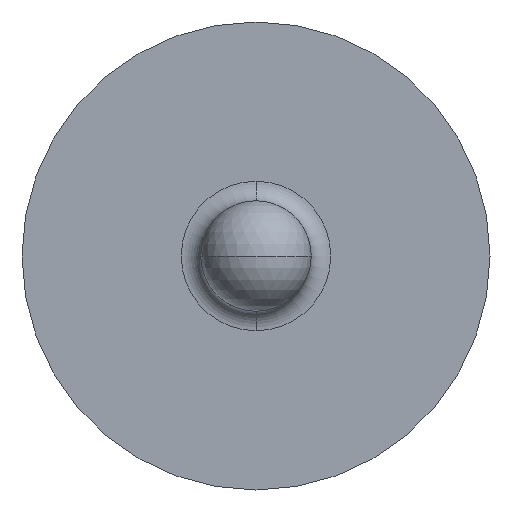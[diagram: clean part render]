
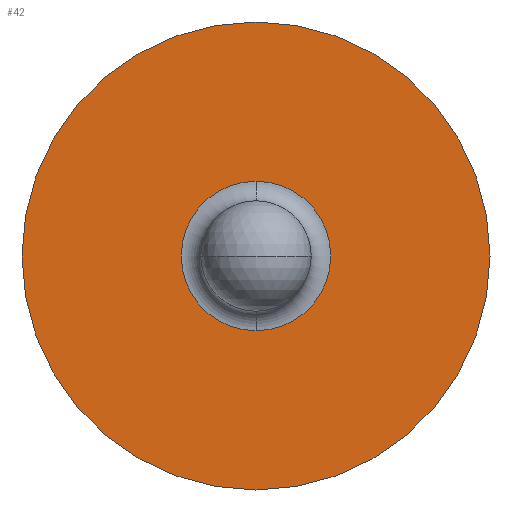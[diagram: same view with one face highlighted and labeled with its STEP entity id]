
A CAD part, left-side view. The second image highlights one B-rep face of the part: STEP entity #42.
In plain terms, the highlighted planar face has unit normal (-1, 0, 0).
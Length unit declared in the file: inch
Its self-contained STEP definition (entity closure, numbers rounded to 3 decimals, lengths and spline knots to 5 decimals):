
#5 = DIRECTION ( 'NONE',  ( -1., 0., 0. ) ) ;
#10 = EDGE_LOOP ( 'NONE', ( #209, #446 ) ) ;
#25 = DIRECTION ( 'NONE',  ( 1., 0., 0. ) ) ;
#42 = ADVANCED_FACE ( 'NONE', ( #294, #674 ), #621, .F. ) ;
#44 = VERTEX_POINT ( 'NONE', #567 ) ;
#58 = CARTESIAN_POINT ( 'NONE',  ( 0.069, 0., 0.0115 ) ) ;
#113 = CIRCLE ( 'NONE', #358, 0.036 ) ;
#114 = CARTESIAN_POINT ( 'NONE',  ( 0.069, 0., 0. ) ) ;
#153 = DIRECTION ( 'NONE',  ( -1., 0., 0. ) ) ;
#167 = EDGE_CURVE ( 'NONE', #182, #653, #346, .T. ) ;
#182 = VERTEX_POINT ( 'NONE', #581 ) ;
#209 = ORIENTED_EDGE ( 'NONE', *, *, #543, .T. ) ;
#244 = EDGE_LOOP ( 'NONE', ( #280, #351 ) ) ;
#253 = CARTESIAN_POINT ( 'NONE',  ( 0.069, 0., 0.036 ) ) ;
#264 = DIRECTION ( 'NONE',  ( 0., 0., 1. ) ) ;
#278 = DIRECTION ( 'NONE',  ( -1., 0., 0. ) ) ;
#280 = ORIENTED_EDGE ( 'NONE', *, *, #632, .F. ) ;
#294 = FACE_BOUND ( 'NONE', #244, .T. ) ;
#346 = CIRCLE ( 'NONE', #357, 0.0115 ) ;
#351 = ORIENTED_EDGE ( 'NONE', *, *, #167, .F. ) ;
#357 = AXIS2_PLACEMENT_3D ( 'NONE', #468, #526, #264 ) ;
#358 = AXIS2_PLACEMENT_3D ( 'NONE', #359, #153, #409 ) ;
#359 = CARTESIAN_POINT ( 'NONE',  ( 0.069, 0., 0. ) ) ;
#409 = DIRECTION ( 'NONE',  ( 0., 0., 1. ) ) ;
#428 = CARTESIAN_POINT ( 'NONE',  ( 0.069, 0., 0. ) ) ;
#432 = CIRCLE ( 'NONE', #561, 0.036 ) ;
#444 = DIRECTION ( 'NONE',  ( 0., 0., 1. ) ) ;
#446 = ORIENTED_EDGE ( 'NONE', *, *, #689, .T. ) ;
#462 = DIRECTION ( 'NONE',  ( 0., 0., -1. ) ) ;
#468 = CARTESIAN_POINT ( 'NONE',  ( 0.069, 0., 0. ) ) ;
#518 = CARTESIAN_POINT ( 'NONE',  ( 0.069, 0.036, 0. ) ) ;
#526 = DIRECTION ( 'NONE',  ( -1., 0., 0. ) ) ;
#543 = EDGE_CURVE ( 'NONE', #575, #44, #113, .T. ) ;
#561 = AXIS2_PLACEMENT_3D ( 'NONE', #114, #5, #703 ) ;
#567 = CARTESIAN_POINT ( 'NONE',  ( 0.069, 0., -0.036 ) ) ;
#575 = VERTEX_POINT ( 'NONE', #253 ) ;
#581 = CARTESIAN_POINT ( 'NONE',  ( 0.069, 0., -0.0115 ) ) ;
#621 = PLANE ( 'NONE',  #670 ) ;
#632 = EDGE_CURVE ( 'NONE', #653, #182, #683, .T. ) ;
#637 = AXIS2_PLACEMENT_3D ( 'NONE', #428, #278, #444 ) ;
#653 = VERTEX_POINT ( 'NONE', #58 ) ;
#670 = AXIS2_PLACEMENT_3D ( 'NONE', #518, #25, #462 ) ;
#674 = FACE_OUTER_BOUND ( 'NONE', #10, .T. ) ;
#683 = CIRCLE ( 'NONE', #637, 0.0115 ) ;
#689 = EDGE_CURVE ( 'NONE', #44, #575, #432, .T. ) ;
#703 = DIRECTION ( 'NONE',  ( 0., 0., 1. ) ) ;
